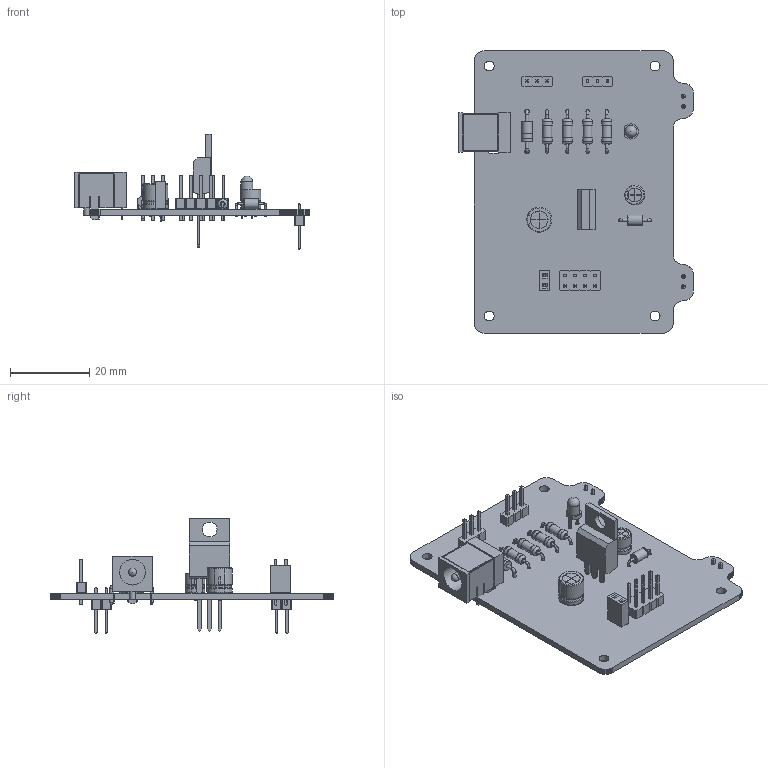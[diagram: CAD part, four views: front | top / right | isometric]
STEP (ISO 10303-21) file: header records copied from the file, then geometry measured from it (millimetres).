
FILE_DESCRIPTION(('KiCad electronic assembly'),'2;1');
FILE_NAME('breadboard_psu.step','2023-05-15T08:08:20',('Pcbnew'),( 'Kicad'),'Open CASCADE STEP processor 7.6','KiCad to STEP converter' ,'Unknown');
FILE_SCHEMA(('AUTOMOTIVE_DESIGN { 1 0 10303 214 1 1 1 1 }'));
Length unit declared in the file: millimetre
Products named in the file (26): breadboard_psu 1; BarrelJack_CUI_PJ-063AH_Horizontal; COMPOUND; TO-220-3_Vertical; SOLID; R_Axial_DIN0207_L6.3mm_D2.5mm_P10.16mm_Horizontal; PinHeader_1x03_P2.54mm_Vertical; D_DO-41_SOD81_P10.16mm_Horizontal; CP_Radial_D5.0mm_P2.50mm; C_Axial_L3.8mm_D2.6mm_P7.50mm_Horizontal; PinSocket_1x02_P2.54mm_Vertical; LED_D3.0mm; PinHeader_2x04_P2.54mm_Vertical; CP_Radial_D6.3mm_P2.50mm; PinHeader_1x02_P2.54mm_Vertical; _autosave-breadboard_psu PCB
Assembly tree (30 placements, depth 3):
  breadboard_psu 1
    BarrelJack_CUI_PJ-063AH_Horizontal
      COMPOUND
    TO-220-3_Vertical
      SOLID
    R_Axial_DIN0207_L6.3mm_D2.5mm_P10.16mm_Horizontal  x4
      SOLID
    PinHeader_1x03_P2.54mm_Vertical  x2
      SOLID
    D_DO-41_SOD81_P10.16mm_Horizontal
      SOLID
    CP_Radial_D5.0mm_P2.50mm
      SOLID
    C_Axial_L3.8mm_D2.6mm_P7.50mm_Horizontal
      SOLID
    PinSocket_1x02_P2.54mm_Vertical
      SOLID
    LED_D3.0mm
      SOLID
    PinHeader_2x04_P2.54mm_Vertical
      SOLID
    CP_Radial_D6.3mm_P2.50mm
      SOLID
    PinHeader_1x02_P2.54mm_Vertical  x2
      SOLID
    _autosave-breadboard_psu PCB
Bounding box: 59.14 x 71.12 x 29 mm (x, y, z)
Volume: 7968.9 mm3; surface area: 11895.1 mm2
Topology: 19 solids, 21 shells, 1136 faces, 2810 edges, 1792 vertices
Faces by surface type: plane 972, cylinder 119, torus 22, revolution 11, bspline 10, sphere 2
Full cylindrical faces by diameter (mm): 0.5 x8, 0.6 x16, 0.8 x18, 0.9 x2, 1 x20, 1.1 x5, 1.5 x1, 2 x1, 2.25 x4, 2.34 x2, 2.5 x12, 2.6 x1, 2.7 x2, 2.72 x1, 3 x1, 3.735 x1, 6.5 x1
Entity records: 67433 total; most frequent: CARTESIAN_POINT 12673, DIRECTION 9265, LINE 6740, VECTOR 6740, ORIENTED_EDGE 4854, PCURVE 4854, DEFINITIONAL_REPRESENTATION 4854, EDGE_CURVE 2427
